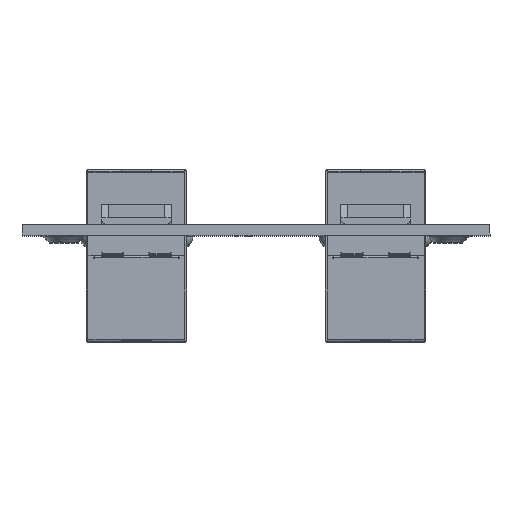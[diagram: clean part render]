
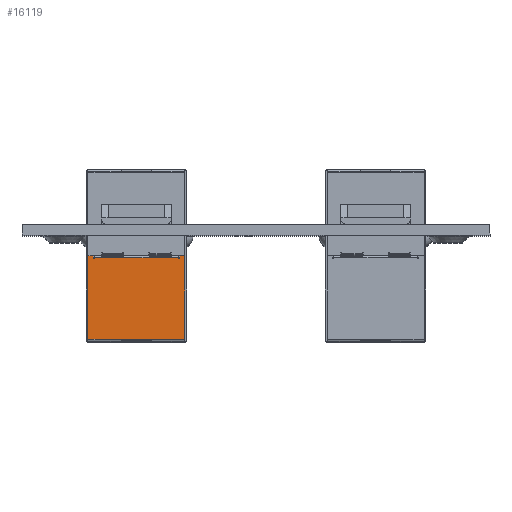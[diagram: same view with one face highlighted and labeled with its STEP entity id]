
A CAD part, top view. The second image highlights one B-rep face of the part: STEP entity #16119.
In plain terms, the highlighted face is planar.
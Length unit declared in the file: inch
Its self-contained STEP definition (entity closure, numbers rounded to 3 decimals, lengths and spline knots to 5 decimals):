
#58 = VERTEX_POINT ( 'NONE', #13178 ) ;
#65 = CARTESIAN_POINT ( 'NONE',  ( -0.31693, 0.24213, -0.48228 ) ) ;
#1098 = VECTOR ( 'NONE', #31516, 39.37008 ) ;
#2264 = VERTEX_POINT ( 'NONE', #42999 ) ;
#2328 = ORIENTED_EDGE ( 'NONE', *, *, #22767, .T. ) ;
#2470 = VERTEX_POINT ( 'NONE', #33562 ) ;
#2481 = VERTEX_POINT ( 'NONE', #5349 ) ;
#2744 = VERTEX_POINT ( 'NONE', #44167 ) ;
#2759 = CARTESIAN_POINT ( 'NONE',  ( -0.31693, -0.24213, -0.47146 ) ) ;
#3079 = VECTOR ( 'NONE', #43672, 39.37008 ) ;
#3196 = CARTESIAN_POINT ( 'NONE',  ( -0.31693, 0.27756, -0.48228 ) ) ;
#3961 = EDGE_CURVE ( 'NONE', #27386, #7913, #12938, .T. ) ;
#4146 = EDGE_CURVE ( 'NONE', #36534, #45201, #24032, .T. ) ;
#4274 = EDGE_CURVE ( 'NONE', #20573, #7284, #18403, .T. ) ;
#4481 = VERTEX_POINT ( 'NONE', #2759 ) ;
#5349 = CARTESIAN_POINT ( 'NONE',  ( -0.31693, -0.27756, -0.48228 ) ) ;
#5491 = CARTESIAN_POINT ( 'NONE',  ( -0.31693, 0.27756, -0.48228 ) ) ;
#5675 = AXIS2_PLACEMENT_3D ( 'NONE', #20102, #27288, #6076 ) ;
#5839 = LINE ( 'NONE', #34915, #41176 ) ;
#6076 = DIRECTION ( 'NONE',  ( 0., 0., -1. ) ) ;
#6205 = ORIENTED_EDGE ( 'NONE', *, *, #41189, .F. ) ;
#7066 = LINE ( 'NONE', #7791, #24766 ) ;
#7284 = VERTEX_POINT ( 'NONE', #45652 ) ;
#7412 = VERTEX_POINT ( 'NONE', #39463 ) ;
#7770 = EDGE_CURVE ( 'NONE', #2481, #33364, #7066, .T. ) ;
#7791 = CARTESIAN_POINT ( 'NONE',  ( -0.31693, -0.27756, -0.48228 ) ) ;
#7825 = CARTESIAN_POINT ( 'NONE',  ( -0.31693, -0.19882, -0.47146 ) ) ;
#7913 = VERTEX_POINT ( 'NONE', #13148 ) ;
#7990 = ORIENTED_EDGE ( 'NONE', *, *, #4146, .F. ) ;
#8102 = CARTESIAN_POINT ( 'NONE',  ( -0.31693, 0.19882, -0.47146 ) ) ;
#8220 = EDGE_CURVE ( 'NONE', #2470, #20573, #23024, .T. ) ;
#8341 = CARTESIAN_POINT ( 'NONE',  ( -0.31693, -0.24705, -0.48228 ) ) ;
#8697 = CARTESIAN_POINT ( 'NONE',  ( -0.31693, -0.24213, -0.48228 ) ) ;
#9035 = VECTOR ( 'NONE', #34624, 39.37008 ) ;
#9872 = ORIENTED_EDGE ( 'NONE', *, *, #41496, .T. ) ;
#9945 = LINE ( 'NONE', #32453, #27712 ) ;
#10509 = LINE ( 'NONE', #31359, #1098 ) ;
#11651 = EDGE_CURVE ( 'NONE', #7284, #33364, #36654, .T. ) ;
#11872 = VECTOR ( 'NONE', #44050, 39.37008 ) ;
#12339 = LINE ( 'NONE', #38445, #30097 ) ;
#12555 = CARTESIAN_POINT ( 'NONE',  ( -0.31693, -0.24459, -0.46654 ) ) ;
#12938 = LINE ( 'NONE', #19942, #41114 ) ;
#13148 = CARTESIAN_POINT ( 'NONE',  ( -0.31693, 0.07283, -0.47146 ) ) ;
#13178 = CARTESIAN_POINT ( 'NONE',  ( -0.31693, 0.24705, -0.46654 ) ) ;
#14177 = CARTESIAN_POINT ( 'NONE',  ( -0.31693, 0.24213, -0.47146 ) ) ;
#14734 = VECTOR ( 'NONE', #21758, 39.37008 ) ;
#15044 = VECTOR ( 'NONE', #42410, 39.37008 ) ;
#15216 = CARTESIAN_POINT ( 'NONE',  ( -0.31693, 0.08661, -0.00315 ) ) ;
#15737 = VECTOR ( 'NONE', #28435, 39.37008 ) ;
#16114 = DIRECTION ( 'NONE',  ( 0., 0., -1. ) ) ;
#16119 = ADVANCED_FACE ( 'NONE', ( #32476 ), #34137, .F. ) ;
#16280 = DIRECTION ( 'NONE',  ( 0., -1., 0. ) ) ;
#16373 = CARTESIAN_POINT ( 'NONE',  ( -0.31693, -0.24213, -0.46654 ) ) ;
#17391 = CARTESIAN_POINT ( 'NONE',  ( -0.31693, 0.24459, -0.46654 ) ) ;
#17490 = EDGE_CURVE ( 'NONE', #34796, #2470, #25195, .T. ) ;
#18403 = LINE ( 'NONE', #34459, #9035 ) ;
#18861 = EDGE_CURVE ( 'NONE', #34796, #2264, #10509, .T. ) ;
#19942 = CARTESIAN_POINT ( 'NONE',  ( -0.31693, 0.24213, -0.47146 ) ) ;
#20102 = CARTESIAN_POINT ( 'NONE',  ( -0.31693, 0.27756, -0.48228 ) ) ;
#20573 = VERTEX_POINT ( 'NONE', #15216 ) ;
#20600 = ORIENTED_EDGE ( 'NONE', *, *, #27424, .F. ) ;
#20638 = CARTESIAN_POINT ( 'NONE',  ( -0.31693, 0.24213, -0.47146 ) ) ;
#20773 = LINE ( 'NONE', #37394, #38448 ) ;
#20964 = DIRECTION ( 'NONE',  ( 0., 0., -1. ) ) ;
#21056 = CARTESIAN_POINT ( 'NONE',  ( -0.31693, -0.27756, -0.00315 ) ) ;
#21284 = LINE ( 'NONE', #8697, #11872 ) ;
#21758 = DIRECTION ( 'NONE',  ( 0., 0., -1. ) ) ;
#22006 = DIRECTION ( 'NONE',  ( 0., 0., 1. ) ) ;
#22272 = ORIENTED_EDGE ( 'NONE', *, *, #24741, .T. ) ;
#22560 = CARTESIAN_POINT ( 'NONE',  ( -0.31693, 0.27756, -0.00315 ) ) ;
#22603 = EDGE_CURVE ( 'NONE', #24796, #7412, #20773, .T. ) ;
#22767 = EDGE_CURVE ( 'NONE', #30732, #27386, #5839, .T. ) ;
#23024 = LINE ( 'NONE', #22560, #3079 ) ;
#24032 = CIRCLE ( 'NONE', #42041, 0.00246 ) ;
#24491 = LINE ( 'NONE', #14177, #15044 ) ;
#24741 = EDGE_CURVE ( 'NONE', #24796, #4481, #24491, .T. ) ;
#24766 = VECTOR ( 'NONE', #22006, 39.37008 ) ;
#24796 = VERTEX_POINT ( 'NONE', #7825 ) ;
#25195 = LINE ( 'NONE', #39322, #34544 ) ;
#25216 = LINE ( 'NONE', #5491, #42842 ) ;
#25980 = ORIENTED_EDGE ( 'NONE', *, *, #22603, .F. ) ;
#26236 = VECTOR ( 'NONE', #26926, 39.37008 ) ;
#26593 = EDGE_CURVE ( 'NONE', #58, #2264, #33483, .T. ) ;
#26926 = DIRECTION ( 'NONE',  ( 0., -1., 0. ) ) ;
#27288 = DIRECTION ( 'NONE',  ( 1., 0., 0. ) ) ;
#27386 = VERTEX_POINT ( 'NONE', #8102 ) ;
#27408 = ORIENTED_EDGE ( 'NONE', *, *, #3961, .T. ) ;
#27424 = EDGE_CURVE ( 'NONE', #45201, #4481, #21284, .T. ) ;
#27712 = VECTOR ( 'NONE', #32002, 39.37008 ) ;
#27986 = CARTESIAN_POINT ( 'NONE',  ( -0.31693, -0.24705, -0.46654 ) ) ;
#28435 = DIRECTION ( 'NONE',  ( 0., 0., 1. ) ) ;
#28751 = DIRECTION ( 'NONE',  ( 0., 0., 1. ) ) ;
#28918 = CARTESIAN_POINT ( 'NONE',  ( -0.31693, 0.24705, -0.48228 ) ) ;
#29734 = ORIENTED_EDGE ( 'NONE', *, *, #37535, .F. ) ;
#30013 = ORIENTED_EDGE ( 'NONE', *, *, #17490, .F. ) ;
#30097 = VECTOR ( 'NONE', #41985, 39.37008 ) ;
#30307 = CARTESIAN_POINT ( 'NONE',  ( -0.31693, 0.27756, -0.00315 ) ) ;
#30732 = VERTEX_POINT ( 'NONE', #20638 ) ;
#30964 = ORIENTED_EDGE ( 'NONE', *, *, #45384, .T. ) ;
#31359 = CARTESIAN_POINT ( 'NONE',  ( -0.31693, 0.27756, -0.48228 ) ) ;
#31516 = DIRECTION ( 'NONE',  ( 0., -1., 0. ) ) ;
#32002 = DIRECTION ( 'NONE',  ( 0., 0., 1. ) ) ;
#32453 = CARTESIAN_POINT ( 'NONE',  ( -0.31693, -0.24705, -0.48228 ) ) ;
#32476 = FACE_OUTER_BOUND ( 'NONE', #39445, .T. ) ;
#32672 = ORIENTED_EDGE ( 'NONE', *, *, #8220, .F. ) ;
#33364 = VERTEX_POINT ( 'NONE', #21056 ) ;
#33483 = LINE ( 'NONE', #28918, #14734 ) ;
#33562 = CARTESIAN_POINT ( 'NONE',  ( -0.31693, 0.27756, -0.00315 ) ) ;
#33584 = VERTEX_POINT ( 'NONE', #8341 ) ;
#34137 = PLANE ( 'NONE',  #5675 ) ;
#34459 = CARTESIAN_POINT ( 'NONE',  ( -0.31693, 0.08661, -0.00315 ) ) ;
#34544 = VECTOR ( 'NONE', #28751, 39.37008 ) ;
#34624 = DIRECTION ( 'NONE',  ( 0., -1., 0. ) ) ;
#34796 = VERTEX_POINT ( 'NONE', #3196 ) ;
#34915 = CARTESIAN_POINT ( 'NONE',  ( -0.31693, 0.24213, -0.47146 ) ) ;
#34946 = ORIENTED_EDGE ( 'NONE', *, *, #26593, .F. ) ;
#36534 = VERTEX_POINT ( 'NONE', #27986 ) ;
#36572 = ORIENTED_EDGE ( 'NONE', *, *, #7770, .T. ) ;
#36654 = LINE ( 'NONE', #30307, #26236 ) ;
#37248 = DIRECTION ( 'NONE',  ( -1., 0., 0. ) ) ;
#37394 = CARTESIAN_POINT ( 'NONE',  ( -0.31693, 0.24213, -0.47146 ) ) ;
#37535 = EDGE_CURVE ( 'NONE', #2744, #58, #44150, .T. ) ;
#38410 = AXIS2_PLACEMENT_3D ( 'NONE', #17391, #42090, #20964 ) ;
#38445 = CARTESIAN_POINT ( 'NONE',  ( -0.31693, 0.24213, -0.47146 ) ) ;
#38448 = VECTOR ( 'NONE', #40957, 39.37008 ) ;
#38491 = DIRECTION ( 'NONE',  ( 0., -1., 0. ) ) ;
#38582 = ORIENTED_EDGE ( 'NONE', *, *, #44936, .F. ) ;
#39322 = CARTESIAN_POINT ( 'NONE',  ( -0.31693, 0.27756, -0.48228 ) ) ;
#39369 = ORIENTED_EDGE ( 'NONE', *, *, #11651, .F. ) ;
#39445 = EDGE_LOOP ( 'NONE', ( #34946, #29734, #6205, #2328, #27408, #30964, #25980, #22272, #20600, #7990, #38582, #9872, #36572, #39369, #43913, #32672, #30013, #43921 ) ) ;
#39463 = CARTESIAN_POINT ( 'NONE',  ( -0.31693, -0.07283, -0.47146 ) ) ;
#40957 = DIRECTION ( 'NONE',  ( 0., 1., 0. ) ) ;
#41114 = VECTOR ( 'NONE', #44468, 39.37008 ) ;
#41176 = VECTOR ( 'NONE', #38491, 39.37008 ) ;
#41189 = EDGE_CURVE ( 'NONE', #30732, #2744, #43895, .T. ) ;
#41496 = EDGE_CURVE ( 'NONE', #33584, #2481, #25216, .T. ) ;
#41985 = DIRECTION ( 'NONE',  ( 0., -1., 0. ) ) ;
#42041 = AXIS2_PLACEMENT_3D ( 'NONE', #12555, #37248, #16114 ) ;
#42090 = DIRECTION ( 'NONE',  ( -1., 0., 0. ) ) ;
#42410 = DIRECTION ( 'NONE',  ( 0., -1., 0. ) ) ;
#42842 = VECTOR ( 'NONE', #16280, 39.37008 ) ;
#42999 = CARTESIAN_POINT ( 'NONE',  ( -0.31693, 0.24705, -0.48228 ) ) ;
#43672 = DIRECTION ( 'NONE',  ( 0., -1., 0. ) ) ;
#43895 = LINE ( 'NONE', #65, #15737 ) ;
#43913 = ORIENTED_EDGE ( 'NONE', *, *, #4274, .F. ) ;
#43921 = ORIENTED_EDGE ( 'NONE', *, *, #18861, .T. ) ;
#44050 = DIRECTION ( 'NONE',  ( 0., 0., -1. ) ) ;
#44150 = CIRCLE ( 'NONE', #38410, 0.00246 ) ;
#44167 = CARTESIAN_POINT ( 'NONE',  ( -0.31693, 0.24213, -0.46654 ) ) ;
#44468 = DIRECTION ( 'NONE',  ( 0., -1., 0. ) ) ;
#44936 = EDGE_CURVE ( 'NONE', #33584, #36534, #9945, .T. ) ;
#45201 = VERTEX_POINT ( 'NONE', #16373 ) ;
#45384 = EDGE_CURVE ( 'NONE', #7913, #7412, #12339, .T. ) ;
#45652 = CARTESIAN_POINT ( 'NONE',  ( -0.31693, -0.08661, -0.00315 ) ) ;
